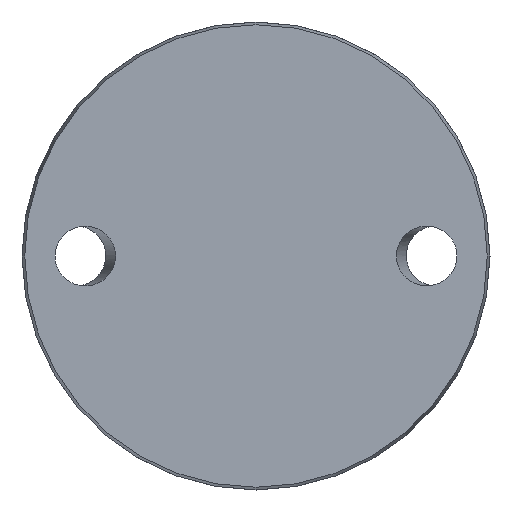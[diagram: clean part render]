
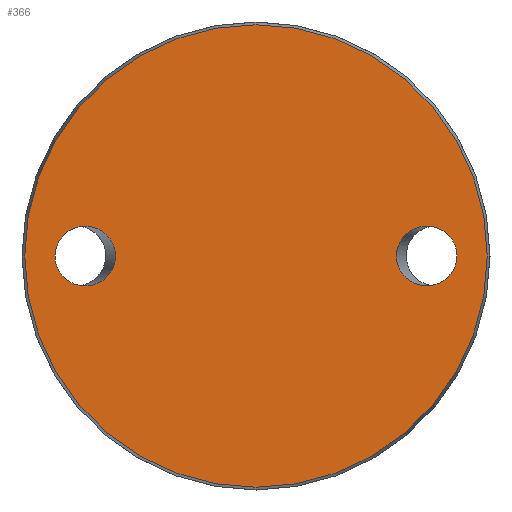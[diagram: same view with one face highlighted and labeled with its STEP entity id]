
A CAD part, front view. The second image highlights one B-rep face of the part: STEP entity #366.
In plain terms, the highlighted planar face has unit normal (0, -1, 0).
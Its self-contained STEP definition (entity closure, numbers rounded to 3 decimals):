
#26 = VERTEX_POINT ( 'NONE', #658 ) ;
#34 = CARTESIAN_POINT ( 'NONE',  ( -29.413, 0., 0. ) ) ;
#40 = CARTESIAN_POINT ( 'NONE',  ( -29.413, 0., 12.5 ) ) ;
#48 =( BOUNDED_CURVE ( )  B_SPLINE_CURVE ( 3, ( #250, #190, #297, #710, #523, #650, #706 ),
 .UNSPECIFIED., .T., .T. ) 
 B_SPLINE_CURVE_WITH_KNOTS ( ( 4, 3, 4 ),
 ( 0., 3.142, 6.283 ),
 .UNSPECIFIED. ) 
 CURVE ( )  GEOMETRIC_REPRESENTATION_ITEM ( )  RATIONAL_B_SPLINE_CURVE ( ( 1., 0.333, 0.333, 1., 0.333, 0.333, 1. ) ) 
 REPRESENTATION_ITEM ( '' )  );
#102 = VERTEX_POINT ( 'NONE', #149 ) ;
#117 = CARTESIAN_POINT ( 'NONE',  ( 0., 0., 0. ) ) ;
#136 = EDGE_CURVE ( 'NONE', #703, #703, #639, .T. ) ;
#138 = CIRCLE ( 'NONE', #429, 48.425 ) ;
#140 = ORIENTED_EDGE ( 'NONE', *, *, #413, .T. ) ;
#149 = CARTESIAN_POINT ( 'NONE',  ( 42.087, 0., 0. ) ) ;
#154 = CARTESIAN_POINT ( 'NONE',  ( -42.087, 0., -12.5 ) ) ;
#169 = EDGE_LOOP ( 'NONE', ( #681 ) ) ;
#186 = FACE_OUTER_BOUND ( 'NONE', #455, .T. ) ;
#190 = CARTESIAN_POINT ( 'NONE',  ( 42.087, 0., -12.5 ) ) ;
#224 = CARTESIAN_POINT ( 'NONE',  ( -48.425, 0., 0. ) ) ;
#232 = FACE_BOUND ( 'NONE', #238, .T. ) ;
#238 = EDGE_LOOP ( 'NONE', ( #392 ) ) ;
#250 = CARTESIAN_POINT ( 'NONE',  ( 42.087, 0., 0. ) ) ;
#259 = CARTESIAN_POINT ( 'NONE',  ( -29.413, 0., -12.5 ) ) ;
#292 = DIRECTION ( 'NONE',  ( 0., 1., 0. ) ) ;
#297 = CARTESIAN_POINT ( 'NONE',  ( 29.413, 0., -12.5 ) ) ;
#325 = CARTESIAN_POINT ( 'NONE',  ( -42.087, 0., 0. ) ) ;
#338 = FACE_BOUND ( 'NONE', #169, .T. ) ;
#366 = ADVANCED_FACE ( 'NONE', ( #338, #232, #186 ), #456, .F. ) ;
#392 = ORIENTED_EDGE ( 'NONE', *, *, #722, .T. ) ;
#408 = DIRECTION ( 'NONE',  ( 0., 0., 1. ) ) ;
#413 = EDGE_CURVE ( 'NONE', #26, #26, #138, .T. ) ;
#429 = AXIS2_PLACEMENT_3D ( 'NONE', #117, #570, #692 ) ;
#455 = EDGE_LOOP ( 'NONE', ( #140 ) ) ;
#456 = PLANE ( 'NONE',  #590 ) ;
#523 = CARTESIAN_POINT ( 'NONE',  ( 29.413, 0., 12.5 ) ) ;
#551 = CARTESIAN_POINT ( 'NONE',  ( -42.087, 0., 12.5 ) ) ;
#570 = DIRECTION ( 'NONE',  ( 0., -1., 0. ) ) ;
#590 = AXIS2_PLACEMENT_3D ( 'NONE', #224, #292, #408 ) ;
#616 = CARTESIAN_POINT ( 'NONE',  ( -42.087, 0., 0. ) ) ;
#639 =( BOUNDED_CURVE ( )  B_SPLINE_CURVE ( 3, ( #325, #551, #40, #34, #259, #154, #616 ),
 .UNSPECIFIED., .T., .F. ) 
 B_SPLINE_CURVE_WITH_KNOTS ( ( 4, 3, 4 ),
 ( 0., 3.142, 6.283 ),
 .UNSPECIFIED. ) 
 CURVE ( )  GEOMETRIC_REPRESENTATION_ITEM ( )  RATIONAL_B_SPLINE_CURVE ( ( 1., 0.333, 0.333, 1., 0.333, 0.333, 1. ) ) 
 REPRESENTATION_ITEM ( '' )  );
#644 = CARTESIAN_POINT ( 'NONE',  ( -42.087, 0., 0. ) ) ;
#650 = CARTESIAN_POINT ( 'NONE',  ( 42.087, 0., 12.5 ) ) ;
#658 = CARTESIAN_POINT ( 'NONE',  ( 0., 0., -48.425 ) ) ;
#681 = ORIENTED_EDGE ( 'NONE', *, *, #136, .T. ) ;
#692 = DIRECTION ( 'NONE',  ( 0., 0., -1. ) ) ;
#703 = VERTEX_POINT ( 'NONE', #644 ) ;
#706 = CARTESIAN_POINT ( 'NONE',  ( 42.087, 0., 0. ) ) ;
#710 = CARTESIAN_POINT ( 'NONE',  ( 29.413, 0., 0. ) ) ;
#722 = EDGE_CURVE ( 'NONE', #102, #102, #48, .T. ) ;
